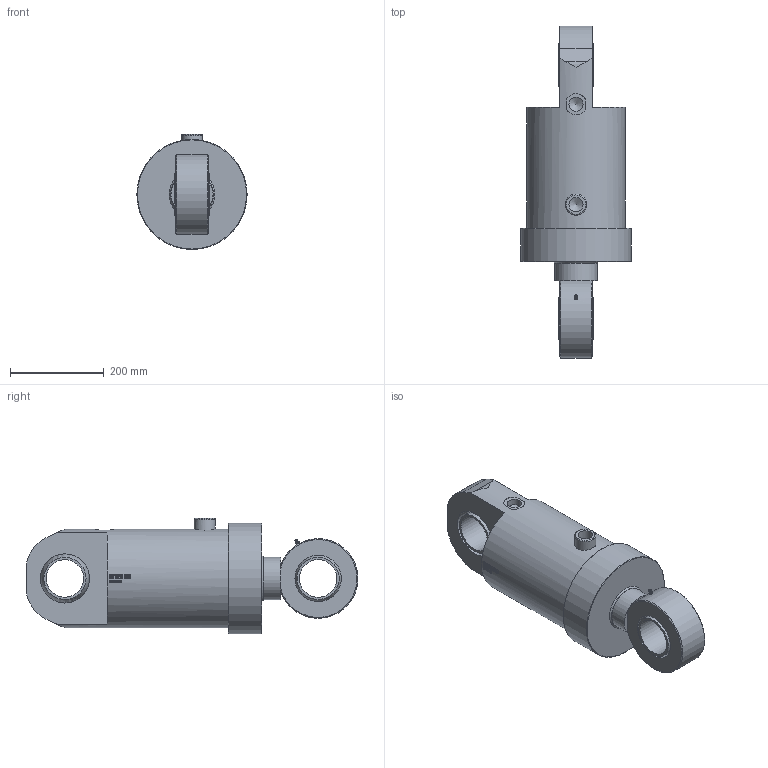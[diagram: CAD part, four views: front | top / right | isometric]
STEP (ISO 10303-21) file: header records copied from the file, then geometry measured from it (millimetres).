
FILE_DESCRIPTION((''),'2;1');
FILE_NAME('KS2DVL180_90.stp','2012-02-27T09:03:33',('tribel'),(''),'Autodesk Inventor 2011','Autodesk Inventor 2011','');
FILE_SCHEMA(('AUTOMOTIVE_DESIGN { 1 0 10303 214 1 1 1 1 }'));
Length unit declared in the file: millimetre
Products named in the file (6): KS2DVL180_90; KS2DVL180_90_Parameters; KS2DVL180_90_stang; KS2DVL180_90_body.; Kule80HO; KS.80.eye.komplett.1
Assembly tree (5 placements, depth 2):
  KS2DVL180_90
    KS2DVL180_90_Parameters
    KS2DVL180_90_stang
    KS2DVL180_90_body.
    Kule80HO
    KS.80.eye.komplett.1
Bounding box: 235 x 708 x 245.5 mm (x, y, z)
Volume: 13412664.3 mm3; surface area: 890182.5 mm2
Topology: 4 solids, 6 shells, 561 faces, 1475 edges, 978 vertices
Faces by surface type: plane 289, bspline 168, cylinder 69, cone 22, torus 7, sphere 6
Full cylindrical faces by diameter (mm): 3 x1, 4 x1, 6 x2, 30.291 x2, 45 x1, 80 x2, 90 x6, 99 x2, 105 x1, 180 x2, 210 x1, 235 x1
Entity records: 39184 total; most frequent: CARTESIAN_POINT 26762, ORIENTED_EDGE 2840, DIRECTION 1854, EDGE_CURVE 1422, VERTEX_POINT 966, EDGE_LOOP 661, AXIS2_PLACEMENT_3D 641, B_SPLINE_CURVE_WITH_KNOTS 575
